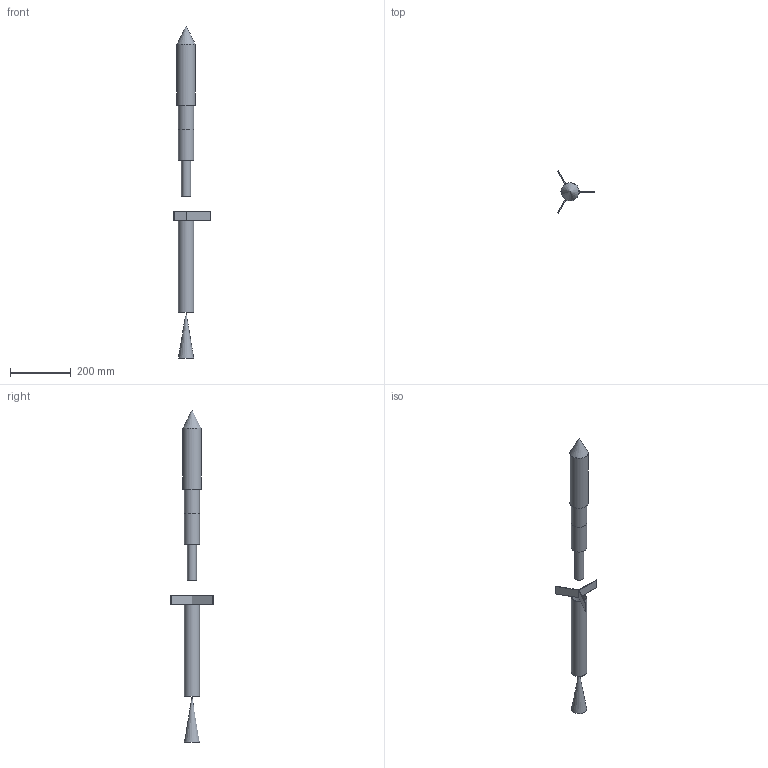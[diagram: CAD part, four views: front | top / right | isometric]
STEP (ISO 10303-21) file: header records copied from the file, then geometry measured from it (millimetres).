
FILE_DESCRIPTION(('FreeCAD Model'),'2;1');
FILE_NAME('Open CASCADE Shape Model','2025-04-13T12:04:14',('Author'),( ''),'Open CASCADE STEP processor 7.8','FreeCAD','Unknown');
FILE_SCHEMA(('AUTOMOTIVE_DESIGN { 1 0 10303 214 1 1 1 1 }'));
Length unit declared in the file: millimetre
Products named in the file (9): Rocket_20250413_120414; Nosecone; Main_Body_Tube; Fins; Motor_Mount; Payload_Bay; Recovery_Section; Booster_Stage; Transition_Section
Assembly tree (8 placements, depth 2):
  Rocket_20250413_120414
    Nosecone
    Main_Body_Tube
    Fins
    Motor_Mount
    Payload_Bay
    Recovery_Section
    Booster_Stage
    Transition_Section
Bounding box: 120.87 x 139.56 x 1090 mm (x, y, z)
Volume: 468454.4 mm3; surface area: 277688.6 mm2
Topology: 10 solids, 10 shells, 42 faces, 72 edges, 48 vertices
Faces by surface type: plane 30, cylinder 10, cone 2
Full cylindrical faces by diameter (mm): 20 x1, 30 x1, 46 x3, 50 x3, 54 x1, 60 x1
Entity records: 1144 total; most frequent: DIRECTION 194, CARTESIAN_POINT 169, ORIENTED_EDGE 140, AXIS2_PLACEMENT_3D 73, EDGE_CURVE 70, FACE_BOUND 52, EDGE_LOOP 52, VERTEX_POINT 48
